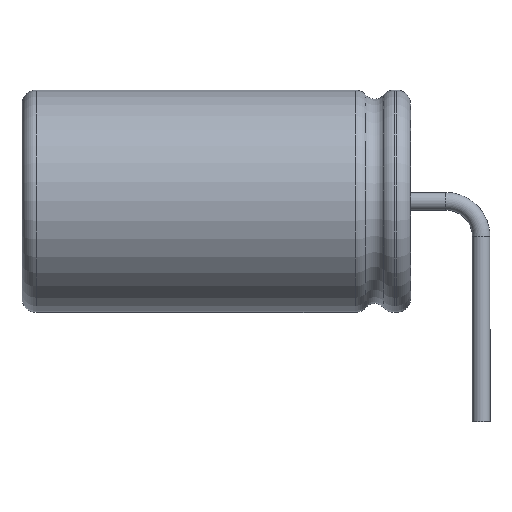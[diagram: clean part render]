
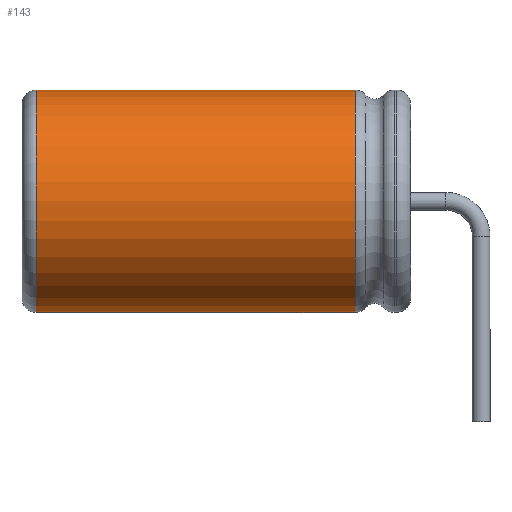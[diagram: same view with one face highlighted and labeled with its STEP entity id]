
A CAD part, left-side view. The second image highlights one B-rep face of the part: STEP entity #143.
In plain terms, the highlighted cylindrical face has radius 3.15 mm (diameter 6.3 mm), a partial arc.
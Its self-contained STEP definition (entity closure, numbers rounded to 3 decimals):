
#143=ADVANCED_FACE('',(#1149),#1151,.T.);
#1149=FACE_BOUND('',#1150,.T.);
#1150=EDGE_LOOP('',(#1965,#1966,#1967,#1968,#1969,#1970,#1971,#1972,#1973,#1974,
#1975,#1976,#1977,#1978,#1979,#1980,#1981,#1982,#1983,#1984));
#1151=CYLINDRICAL_SURFACE('',#1152,3.15);
#1152=AXIS2_PLACEMENT_3D('',#1153,#1154,#1155);
#1153=CARTESIAN_POINT('',(0.,3.568,3.25));
#1154=DIRECTION('',(0.,1.,0.));
#1155=DIRECTION('',(1.,0.,0.));
#1965=ORIENTED_EDGE('',*,*,#2563,.T.);
#1966=ORIENTED_EDGE('',*,*,#2564,.T.);
#1967=ORIENTED_EDGE('',*,*,#2546,.F.);
#1968=ORIENTED_EDGE('',*,*,#2565,.T.);
#1969=ORIENTED_EDGE('',*,*,#2566,.T.);
#1970=ORIENTED_EDGE('',*,*,#2567,.T.);
#1971=ORIENTED_EDGE('',*,*,#2568,.F.);
#1972=ORIENTED_EDGE('',*,*,#2569,.T.);
#1973=ORIENTED_EDGE('',*,*,#2570,.F.);
#1974=ORIENTED_EDGE('',*,*,#2571,.T.);
#1975=ORIENTED_EDGE('',*,*,#2572,.T.);
#1976=ORIENTED_EDGE('',*,*,#2573,.T.);
#1977=ORIENTED_EDGE('',*,*,#2556,.F.);
#1978=ORIENTED_EDGE('',*,*,#2574,.T.);
#1979=ORIENTED_EDGE('',*,*,#2575,.T.);
#1980=ORIENTED_EDGE('',*,*,#2576,.T.);
#1981=ORIENTED_EDGE('',*,*,#2562,.F.);
#1982=ORIENTED_EDGE('',*,*,#2516,.F.);
#1983=ORIENTED_EDGE('',*,*,#2548,.F.);
#1984=ORIENTED_EDGE('',*,*,#2577,.T.);
#2516=EDGE_CURVE('',#2821,#2823,#2824,.T.);
#2546=EDGE_CURVE('',#2879,#2874,#2881,.T.);
#2548=EDGE_CURVE('',#2883,#2821,#2885,.T.);
#2556=EDGE_CURVE('',#2895,#2897,#2898,.F.);
#2562=EDGE_CURVE('',#2823,#2902,#2907,.F.);
#2563=EDGE_CURVE('',#2908,#2909,#2910,.F.);
#2564=EDGE_CURVE('',#2909,#2874,#2911,.F.);
#2565=EDGE_CURVE('',#2879,#2912,#2913,.T.);
#2566=EDGE_CURVE('',#2912,#2914,#2915,.F.);
#2567=EDGE_CURVE('',#2914,#2916,#2917,.F.);
#2568=EDGE_CURVE('',#2918,#2916,#2919,.T.);
#2569=EDGE_CURVE('',#2918,#2920,#2921,.T.);
#2570=EDGE_CURVE('',#2922,#2920,#2923,.F.);
#2571=EDGE_CURVE('',#2922,#2924,#2925,.F.);
#2572=EDGE_CURVE('',#2924,#2926,#2927,.T.);
#2573=EDGE_CURVE('',#2926,#2897,#2928,.T.);
#2574=EDGE_CURVE('',#2895,#2929,#2930,.F.);
#2575=EDGE_CURVE('',#2929,#2931,#2932,.T.);
#2576=EDGE_CURVE('',#2931,#2902,#2933,.T.);
#2577=EDGE_CURVE('',#2883,#2908,#2934,.T.);
#2821=VERTEX_POINT('',#3345);
#2823=VERTEX_POINT('',#3350);
#2824=CIRCLE('',#3351,3.15);
#2874=VERTEX_POINT('',#3491);
#2879=VERTEX_POINT('',#3500);
#2881=LINE('',#3504,#3505);
#2883=VERTEX_POINT('',#3508);
#2885=LINE('',#3512,#3513);
#2895=VERTEX_POINT('',#3536);
#2897=VERTEX_POINT('',#3540);
#2898=LINE('',#3541,#3542);
#2902=VERTEX_POINT('',#3551);
#2907=LINE('',#3562,#3563);
#2908=VERTEX_POINT('',#3565);
#2909=VERTEX_POINT('',#3566);
#2910=LINE('',#3567,#3568);
#2911=(BOUNDED_CURVE()B_SPLINE_CURVE(3,
(#3570,#3571,#3572,#3573),
.UNSPECIFIED.,.F.,.F.)B_SPLINE_CURVE_WITH_KNOTS((4,4),
(0.,1.),
.UNSPECIFIED.)CURVE()GEOMETRIC_REPRESENTATION_ITEM()RATIONAL_B_SPLINE_CURVE((1.,
1.,1.,1.))REPRESENTATION_ITEM(''));
#2912=VERTEX_POINT('',#3574);
#2913=(BOUNDED_CURVE()B_SPLINE_CURVE(3,
(#3575,#3576,#3577,#3578),
.UNSPECIFIED.,.F.,.F.)B_SPLINE_CURVE_WITH_KNOTS((4,4),
(0.,1.),
.UNSPECIFIED.)CURVE()GEOMETRIC_REPRESENTATION_ITEM()RATIONAL_B_SPLINE_CURVE((1.,
1.,1.,1.))REPRESENTATION_ITEM(''));
#2914=VERTEX_POINT('',#3579);
#2915=LINE('',#3580,#3581);
#2916=VERTEX_POINT('',#3583);
#2917=(BOUNDED_CURVE()B_SPLINE_CURVE(3,
(#3584,#3585,#3586,#3587),
.UNSPECIFIED.,.F.,.F.)B_SPLINE_CURVE_WITH_KNOTS((4,4),
(0.,1.),
.UNSPECIFIED.)CURVE()GEOMETRIC_REPRESENTATION_ITEM()RATIONAL_B_SPLINE_CURVE((1.,
1.,1.,1.))REPRESENTATION_ITEM(''));
#2918=VERTEX_POINT('',#3588);
#2919=LINE('',#3589,#3590);
#2920=VERTEX_POINT('',#3592);
#2921=CIRCLE('',#3593,3.15);
#2922=VERTEX_POINT('',#3597);
#2923=LINE('',#3598,#3599);
#2924=VERTEX_POINT('',#3601);
#2925=(BOUNDED_CURVE()B_SPLINE_CURVE(3,
(#3602,#3603,#3604,#3605),
.UNSPECIFIED.,.F.,.F.)B_SPLINE_CURVE_WITH_KNOTS((4,4),
(0.,1.),
.UNSPECIFIED.)CURVE()GEOMETRIC_REPRESENTATION_ITEM()RATIONAL_B_SPLINE_CURVE((1.,
1.,1.,1.))REPRESENTATION_ITEM(''));
#2926=VERTEX_POINT('',#3606);
#2927=LINE('',#3607,#3608);
#2928=(BOUNDED_CURVE()B_SPLINE_CURVE(3,
(#3610,#3611,#3612,#3613),
.UNSPECIFIED.,.F.,.F.)B_SPLINE_CURVE_WITH_KNOTS((4,4),
(0.,1.),
.UNSPECIFIED.)CURVE()GEOMETRIC_REPRESENTATION_ITEM()RATIONAL_B_SPLINE_CURVE((1.,
1.,1.,1.))REPRESENTATION_ITEM(''));
#2929=VERTEX_POINT('',#3614);
#2930=(BOUNDED_CURVE()B_SPLINE_CURVE(3,
(#3615,#3616,#3617,#3618),
.UNSPECIFIED.,.F.,.F.)B_SPLINE_CURVE_WITH_KNOTS((4,4),
(0.,1.),
.UNSPECIFIED.)CURVE()GEOMETRIC_REPRESENTATION_ITEM()RATIONAL_B_SPLINE_CURVE((1.,
1.,1.,1.))REPRESENTATION_ITEM(''));
#2931=VERTEX_POINT('',#3619);
#2932=LINE('',#3620,#3621);
#2933=(BOUNDED_CURVE()B_SPLINE_CURVE(3,
(#3623,#3624,#3625,#3626),
.UNSPECIFIED.,.F.,.F.)B_SPLINE_CURVE_WITH_KNOTS((4,4),
(0.,1.),
.UNSPECIFIED.)CURVE()GEOMETRIC_REPRESENTATION_ITEM()RATIONAL_B_SPLINE_CURVE((1.,
1.,1.,1.))REPRESENTATION_ITEM(''));
#2934=(BOUNDED_CURVE()B_SPLINE_CURVE(3,
(#3627,#3628,#3629,#3630),
.UNSPECIFIED.,.F.,.F.)B_SPLINE_CURVE_WITH_KNOTS((4,4),
(0.,1.),
.UNSPECIFIED.)CURVE()GEOMETRIC_REPRESENTATION_ITEM()RATIONAL_B_SPLINE_CURVE((1.,
1.,1.,1.))REPRESENTATION_ITEM(''));
#3345=CARTESIAN_POINT('',(2.96,12.6,2.173));
#3350=CARTESIAN_POINT('',(2.96,12.6,4.327));
#3351=AXIS2_PLACEMENT_3D('',#3352,#3353,#3354);
#3352=CARTESIAN_POINT('',(0.,12.6,3.25));
#3353=DIRECTION('',(-0.,1.,0.));
#3354=DIRECTION('',(0.94,0.,-0.342));
#3491=CARTESIAN_POINT('',(2.96,8.403,2.173));
#3500=CARTESIAN_POINT('',(2.96,4.329,2.173));
#3504=CARTESIAN_POINT('',(2.96,4.329,2.173));
#3505=VECTOR('',#3506,1.);
#3506=DIRECTION('',(0.,1.,0.));
#3508=CARTESIAN_POINT('',(2.96,8.529,2.173));
#3512=CARTESIAN_POINT('',(2.96,8.529,2.173));
#3513=VECTOR('',#3514,1.);
#3514=DIRECTION('',(0.,1.,0.));
#3536=CARTESIAN_POINT('',(2.96,8.403,4.327));
#3540=CARTESIAN_POINT('',(2.96,4.329,4.327));
#3541=CARTESIAN_POINT('',(2.96,4.329,4.327));
#3542=VECTOR('',#3543,1.);
#3543=DIRECTION('',(0.,1.,0.));
#3551=CARTESIAN_POINT('',(2.96,8.529,4.327));
#3562=CARTESIAN_POINT('',(2.96,8.529,4.327));
#3563=VECTOR('',#3564,1.);
#3564=DIRECTION('',(0.,1.,0.));
#3565=CARTESIAN_POINT('',(2.96,8.53,2.172));
#3566=CARTESIAN_POINT('',(2.96,8.404,2.172));
#3567=CARTESIAN_POINT('',(2.96,8.404,2.172));
#3568=VECTOR('',#3569,1.);
#3569=DIRECTION('',(0.,1.,0.));
#3570=CARTESIAN_POINT('',(2.96,8.403,2.173));
#3571=CARTESIAN_POINT('',(2.96,8.403,2.173));
#3572=CARTESIAN_POINT('',(2.96,8.404,2.172));
#3573=CARTESIAN_POINT('',(2.96,8.404,2.172));
#3574=CARTESIAN_POINT('',(2.96,4.33,2.172));
#3575=CARTESIAN_POINT('',(2.96,4.329,2.173));
#3576=CARTESIAN_POINT('',(2.96,4.329,2.173));
#3577=CARTESIAN_POINT('',(2.96,4.33,2.172));
#3578=CARTESIAN_POINT('',(2.96,4.33,2.172));
#3579=CARTESIAN_POINT('',(2.96,4.204,2.172));
#3580=CARTESIAN_POINT('',(2.96,4.204,2.172));
#3581=VECTOR('',#3582,1.);
#3582=DIRECTION('',(0.,1.,0.));
#3583=CARTESIAN_POINT('',(2.96,4.203,2.173));
#3584=CARTESIAN_POINT('',(2.96,4.203,2.173));
#3585=CARTESIAN_POINT('',(2.96,4.203,2.173));
#3586=CARTESIAN_POINT('',(2.96,4.204,2.172));
#3587=CARTESIAN_POINT('',(2.96,4.204,2.172));
#3588=CARTESIAN_POINT('',(2.96,3.568,2.173));
#3589=CARTESIAN_POINT('',(2.96,3.568,2.173));
#3590=VECTOR('',#3591,1.);
#3591=DIRECTION('',(0.,1.,0.));
#3592=CARTESIAN_POINT('',(2.96,3.568,4.327));
#3593=AXIS2_PLACEMENT_3D('',#3594,#3595,#3596);
#3594=CARTESIAN_POINT('',(0.,3.568,3.25));
#3595=DIRECTION('',(-0.,1.,0.));
#3596=DIRECTION('',(0.94,0.,-0.342));
#3597=CARTESIAN_POINT('',(2.96,4.203,4.327));
#3598=CARTESIAN_POINT('',(2.96,3.568,4.327));
#3599=VECTOR('',#3600,1.);
#3600=DIRECTION('',(0.,1.,0.));
#3601=CARTESIAN_POINT('',(2.96,4.204,4.328));
#3602=CARTESIAN_POINT('',(2.96,4.204,4.328));
#3603=CARTESIAN_POINT('',(2.96,4.204,4.328));
#3604=CARTESIAN_POINT('',(2.96,4.203,4.327));
#3605=CARTESIAN_POINT('',(2.96,4.203,4.327));
#3606=CARTESIAN_POINT('',(2.96,4.33,4.328));
#3607=CARTESIAN_POINT('',(2.96,4.204,4.328));
#3608=VECTOR('',#3609,1.);
#3609=DIRECTION('',(0.,1.,0.));
#3610=CARTESIAN_POINT('',(2.96,4.33,4.328));
#3611=CARTESIAN_POINT('',(2.96,4.33,4.328));
#3612=CARTESIAN_POINT('',(2.96,4.329,4.327));
#3613=CARTESIAN_POINT('',(2.96,4.329,4.327));
#3614=CARTESIAN_POINT('',(2.96,8.404,4.328));
#3615=CARTESIAN_POINT('',(2.96,8.404,4.328));
#3616=CARTESIAN_POINT('',(2.96,8.404,4.328));
#3617=CARTESIAN_POINT('',(2.96,8.403,4.327));
#3618=CARTESIAN_POINT('',(2.96,8.403,4.327));
#3619=CARTESIAN_POINT('',(2.96,8.53,4.328));
#3620=CARTESIAN_POINT('',(2.96,8.404,4.328));
#3621=VECTOR('',#3622,1.);
#3622=DIRECTION('',(0.,1.,0.));
#3623=CARTESIAN_POINT('',(2.96,8.53,4.328));
#3624=CARTESIAN_POINT('',(2.96,8.53,4.328));
#3625=CARTESIAN_POINT('',(2.96,8.529,4.327));
#3626=CARTESIAN_POINT('',(2.96,8.529,4.327));
#3627=CARTESIAN_POINT('',(2.96,8.529,2.173));
#3628=CARTESIAN_POINT('',(2.96,8.529,2.173));
#3629=CARTESIAN_POINT('',(2.96,8.53,2.172));
#3630=CARTESIAN_POINT('',(2.96,8.53,2.172));
